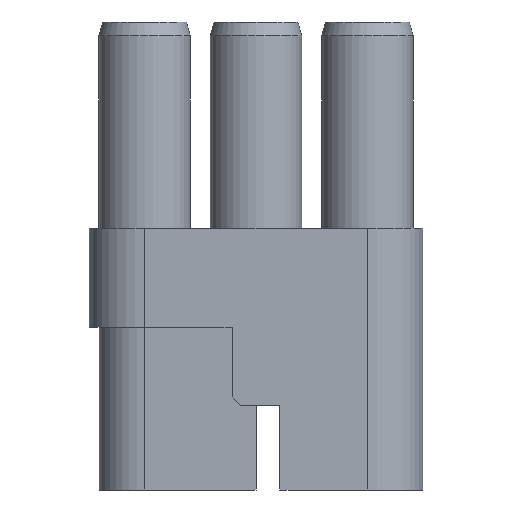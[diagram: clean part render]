
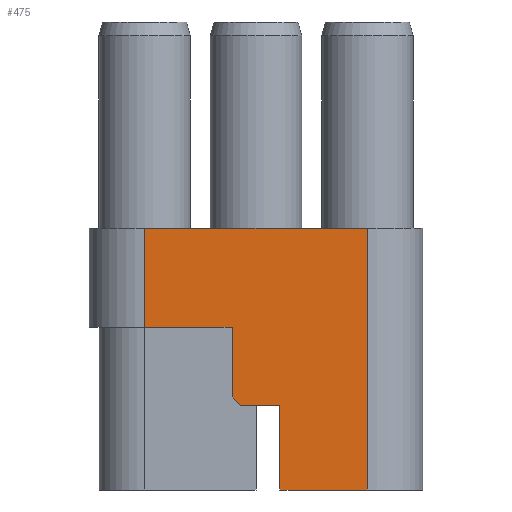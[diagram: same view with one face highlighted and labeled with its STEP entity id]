
A CAD part, front view. The second image highlights one B-rep face of the part: STEP entity #475.
In plain terms, the highlighted planar face has unit normal (0, -1, 0).
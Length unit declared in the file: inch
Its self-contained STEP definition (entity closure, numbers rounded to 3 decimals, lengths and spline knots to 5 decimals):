
#147 = CARTESIAN_POINT ( 'NONE',  ( 0.2, -0.099, 0.47 ) ) ;
#210 = CARTESIAN_POINT ( 'NONE',  ( 0., -0.099, 0.152 ) ) ;
#297 = ORIENTED_EDGE ( 'NONE', *, *, #2464, .F. ) ;
#303 = LINE ( 'NONE', #1576, #942 ) ;
#314 = VERTEX_POINT ( 'NONE', #393 ) ;
#341 = LINE ( 'NONE', #1365, #395 ) ;
#391 = VECTOR ( 'NONE', #1788, 39.37008 ) ;
#393 = CARTESIAN_POINT ( 'NONE',  ( 0.2, -0.099, 0.47 ) ) ;
#395 = VECTOR ( 'NONE', #657, 39.37008 ) ;
#396 = EDGE_CURVE ( 'NONE', #753, #730, #3932, .T. ) ;
#398 = ORIENTED_EDGE ( 'NONE', *, *, #3602, .T. ) ;
#445 = DIRECTION ( 'NONE',  ( 0., 0., -1. ) ) ;
#475 = ADVANCED_FACE ( 'NONE', ( #3350 ), #3972, .F. ) ;
#522 = EDGE_CURVE ( 'NONE', #4062, #2689, #4074, .T. ) ;
#560 = ORIENTED_EDGE ( 'NONE', *, *, #1946, .T. ) ;
#657 = DIRECTION ( 'NONE',  ( 1., 0., 0. ) ) ;
#686 = EDGE_CURVE ( 'NONE', #2974, #314, #341, .T. ) ;
#694 = ORIENTED_EDGE ( 'NONE', *, *, #3420, .T. ) ;
#730 = VERTEX_POINT ( 'NONE', #2855 ) ;
#753 = VERTEX_POINT ( 'NONE', #977 ) ;
#781 = EDGE_CURVE ( 'NONE', #2974, #2689, #2232, .T. ) ;
#828 = LINE ( 'NONE', #2736, #3560 ) ;
#899 = CARTESIAN_POINT ( 'NONE',  ( -0.043, -0.099, 0.167 ) ) ;
#942 = VECTOR ( 'NONE', #1345, 39.37008 ) ;
#977 = CARTESIAN_POINT ( 'NONE',  ( 0.043, -0.099, 0. ) ) ;
#1345 = DIRECTION ( 'NONE',  ( 0., 0., -1. ) ) ;
#1365 = CARTESIAN_POINT ( 'NONE',  ( 0.2, -0.099, 0.47 ) ) ;
#1433 = DIRECTION ( 'NONE',  ( 0., 0., -1. ) ) ;
#1507 = LINE ( 'NONE', #2500, #3055 ) ;
#1521 = VECTOR ( 'NONE', #445, 39.37008 ) ;
#1535 = CARTESIAN_POINT ( 'NONE',  ( 0., -0.099, 0.292 ) ) ;
#1573 = DIRECTION ( 'NONE',  ( 0.707, 0., -0.707 ) ) ;
#1576 = CARTESIAN_POINT ( 'NONE',  ( 0.043, -0.099, 0.152 ) ) ;
#1609 = VECTOR ( 'NONE', #3543, 39.37008 ) ;
#1727 = DIRECTION ( 'NONE',  ( 0., 1., 0. ) ) ;
#1733 = EDGE_CURVE ( 'NONE', #314, #730, #828, .T. ) ;
#1758 = VECTOR ( 'NONE', #3145, 39.37008 ) ;
#1788 = DIRECTION ( 'NONE',  ( -1., 0., 0. ) ) ;
#1806 = CARTESIAN_POINT ( 'NONE',  ( 0.2, -0.099, 0. ) ) ;
#1840 = ORIENTED_EDGE ( 'NONE', *, *, #396, .T. ) ;
#1853 = CARTESIAN_POINT ( 'NONE',  ( -0.2, -0.099, 0.292 ) ) ;
#1898 = ORIENTED_EDGE ( 'NONE', *, *, #686, .F. ) ;
#1944 = ORIENTED_EDGE ( 'NONE', *, *, #781, .T. ) ;
#1946 = EDGE_CURVE ( 'NONE', #3813, #753, #303, .T. ) ;
#2204 = CARTESIAN_POINT ( 'NONE',  ( -0.043, -0.099, 0.292 ) ) ;
#2232 = LINE ( 'NONE', #3493, #1521 ) ;
#2288 = LINE ( 'NONE', #3798, #1609 ) ;
#2295 = CARTESIAN_POINT ( 'NONE',  ( -0.028, -0.099, 0.152 ) ) ;
#2358 = DIRECTION ( 'NONE',  ( 0., 0., 1. ) ) ;
#2461 = VECTOR ( 'NONE', #3656, 39.37008 ) ;
#2464 = EDGE_CURVE ( 'NONE', #3813, #3132, #3317, .T. ) ;
#2500 = CARTESIAN_POINT ( 'NONE',  ( -0.028, -0.099, 0.152 ) ) ;
#2689 = VERTEX_POINT ( 'NONE', #1853 ) ;
#2736 = CARTESIAN_POINT ( 'NONE',  ( 0.2, -0.099, 0.47 ) ) ;
#2855 = CARTESIAN_POINT ( 'NONE',  ( 0.2, -0.099, 0. ) ) ;
#2869 = ORIENTED_EDGE ( 'NONE', *, *, #1733, .F. ) ;
#2974 = VERTEX_POINT ( 'NONE', #3312 ) ;
#3055 = VECTOR ( 'NONE', #1573, 39.37008 ) ;
#3132 = VERTEX_POINT ( 'NONE', #2295 ) ;
#3145 = DIRECTION ( 'NONE',  ( -1., 0., 0. ) ) ;
#3312 = CARTESIAN_POINT ( 'NONE',  ( -0.2, -0.099, 0.47 ) ) ;
#3317 = LINE ( 'NONE', #210, #391 ) ;
#3350 = FACE_OUTER_BOUND ( 'NONE', #3687, .T. ) ;
#3420 = EDGE_CURVE ( 'NONE', #3862, #3132, #1507, .T. ) ;
#3493 = CARTESIAN_POINT ( 'NONE',  ( -0.2, -0.099, 0.47 ) ) ;
#3543 = DIRECTION ( 'NONE',  ( 0., 0., -1. ) ) ;
#3560 = VECTOR ( 'NONE', #1433, 39.37008 ) ;
#3592 = ORIENTED_EDGE ( 'NONE', *, *, #522, .F. ) ;
#3602 = EDGE_CURVE ( 'NONE', #4062, #3862, #2288, .T. ) ;
#3656 = DIRECTION ( 'NONE',  ( 1., 0., 0. ) ) ;
#3687 = EDGE_LOOP ( 'NONE', ( #398, #694, #297, #560, #1840, #2869, #1898, #1944, #3592 ) ) ;
#3798 = CARTESIAN_POINT ( 'NONE',  ( -0.043, -0.099, 0.292 ) ) ;
#3813 = VERTEX_POINT ( 'NONE', #3897 ) ;
#3862 = VERTEX_POINT ( 'NONE', #899 ) ;
#3897 = CARTESIAN_POINT ( 'NONE',  ( 0.043, -0.099, 0.152 ) ) ;
#3932 = LINE ( 'NONE', #1806, #2461 ) ;
#3972 = PLANE ( 'NONE',  #4065 ) ;
#4062 = VERTEX_POINT ( 'NONE', #2204 ) ;
#4065 = AXIS2_PLACEMENT_3D ( 'NONE', #147, #1727, #2358 ) ;
#4074 = LINE ( 'NONE', #1535, #1758 ) ;
